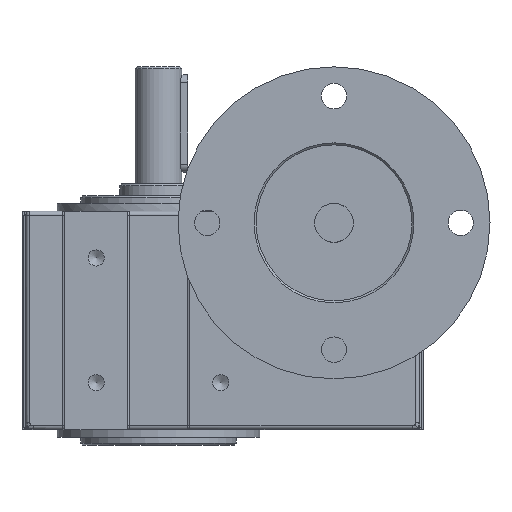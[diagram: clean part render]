
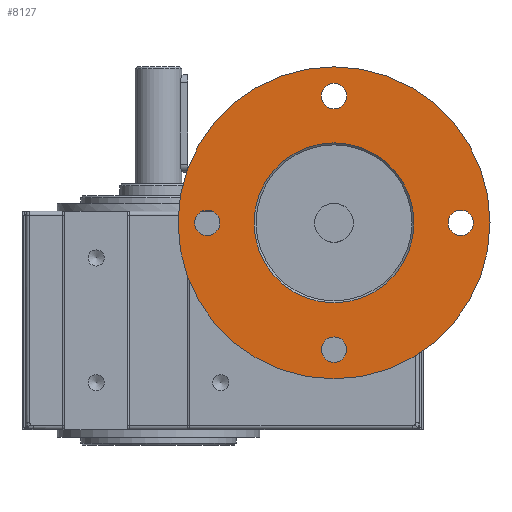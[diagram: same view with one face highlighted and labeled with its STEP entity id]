
A CAD part, left-side view. The second image highlights one B-rep face of the part: STEP entity #8127.
In plain terms, the highlighted planar face has unit normal (-1, 0, 0).
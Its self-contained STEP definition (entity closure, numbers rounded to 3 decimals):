
#7892=CARTESIAN_POINT('',(0.,40.0,0.0));
#7893=VERTEX_POINT('',#7892);
#7894=CARTESIAN_POINT('',(0.,0.0,0.0));
#7895=DIRECTION('',(1.0,0.0,0.0));
#7896=DIRECTION('',(0.0,1.0,0.0));
#7897=AXIS2_PLACEMENT_3D('',#7894,#7895,#7896);
#7898=CIRCLE('',#7897,40.0);
#7899=EDGE_CURVE('',#7893,#7893,#7898,.T.);
#8040=CARTESIAN_POINT('',(0.,20.5,0.));
#8041=VERTEX_POINT('',#8040);
#8042=CARTESIAN_POINT('',(0.,0.0,0.0));
#8043=DIRECTION('',(-1.0,0.0,0.0));
#8044=DIRECTION('',(0.0,-1.0,0.0));
#8045=AXIS2_PLACEMENT_3D('',#8042,#8043,#8044);
#8046=CIRCLE('',#8045,20.5);
#8047=EDGE_CURVE('',#8041,#8041,#8046,.T.);
#8072=CARTESIAN_POINT('',(0.,30.0,0.0));
#8073=DIRECTION('',(-1.0,0.0,0.0));
#8074=DIRECTION('',(0.0,0.0,1.0));
#8075=AXIS2_PLACEMENT_3D('',#8072,#8073,#8074);
#8076=PLANE('',#8075);
#8077=ORIENTED_EDGE('',*,*,#7899,.F.);
#8078=EDGE_LOOP('',(#8077));
#8079=FACE_OUTER_BOUND('',#8078,.T.);
#8080=CARTESIAN_POINT('',(0.0,-32.5,3.25));
#8081=VERTEX_POINT('',#8080);
#8082=CARTESIAN_POINT('',(0.0,-32.5,0.));
#8083=DIRECTION('',(1.0,0.0,0.0));
#8084=DIRECTION('',(0.0,0.0,-1.0));
#8085=AXIS2_PLACEMENT_3D('',#8082,#8083,#8084);
#8086=CIRCLE('',#8085,3.25);
#8087=EDGE_CURVE('',#8081,#8081,#8086,.T.);
#8088=ORIENTED_EDGE('',*,*,#8087,.T.);
#8089=EDGE_LOOP('',(#8088));
#8090=FACE_BOUND('',#8089,.T.);
#8091=CARTESIAN_POINT('',(0.0,0.,35.75));
#8092=VERTEX_POINT('',#8091);
#8093=CARTESIAN_POINT('',(0.0,0.,32.5));
#8094=DIRECTION('',(1.0,0.0,0.0));
#8095=DIRECTION('',(0.0,0.0,-1.0));
#8096=AXIS2_PLACEMENT_3D('',#8093,#8094,#8095);
#8097=CIRCLE('',#8096,3.25);
#8098=EDGE_CURVE('',#8092,#8092,#8097,.T.);
#8099=ORIENTED_EDGE('',*,*,#8098,.T.);
#8100=EDGE_LOOP('',(#8099));
#8101=FACE_BOUND('',#8100,.T.);
#8102=CARTESIAN_POINT('',(0.0,0.,-29.25));
#8103=VERTEX_POINT('',#8102);
#8104=CARTESIAN_POINT('',(0.0,0.,-32.5));
#8105=DIRECTION('',(1.0,0.0,0.0));
#8106=DIRECTION('',(0.0,0.0,-1.0));
#8107=AXIS2_PLACEMENT_3D('',#8104,#8105,#8106);
#8108=CIRCLE('',#8107,3.25);
#8109=EDGE_CURVE('',#8103,#8103,#8108,.T.);
#8110=ORIENTED_EDGE('',*,*,#8109,.T.);
#8111=EDGE_LOOP('',(#8110));
#8112=FACE_BOUND('',#8111,.T.);
#8113=CARTESIAN_POINT('',(0.0,32.5,3.25));
#8114=VERTEX_POINT('',#8113);
#8115=CARTESIAN_POINT('',(0.0,32.5,0.));
#8116=DIRECTION('',(1.0,0.0,0.0));
#8117=DIRECTION('',(0.0,0.0,-1.0));
#8118=AXIS2_PLACEMENT_3D('',#8115,#8116,#8117);
#8119=CIRCLE('',#8118,3.25);
#8120=EDGE_CURVE('',#8114,#8114,#8119,.T.);
#8121=ORIENTED_EDGE('',*,*,#8120,.T.);
#8122=EDGE_LOOP('',(#8121));
#8123=FACE_BOUND('',#8122,.T.);
#8124=ORIENTED_EDGE('',*,*,#8047,.F.);
#8125=EDGE_LOOP('',(#8124));
#8126=FACE_BOUND('',#8125,.T.);
#8127=ADVANCED_FACE('',(#8079,#8090,#8101,#8112,#8123,#8126),#8076,.T.);
